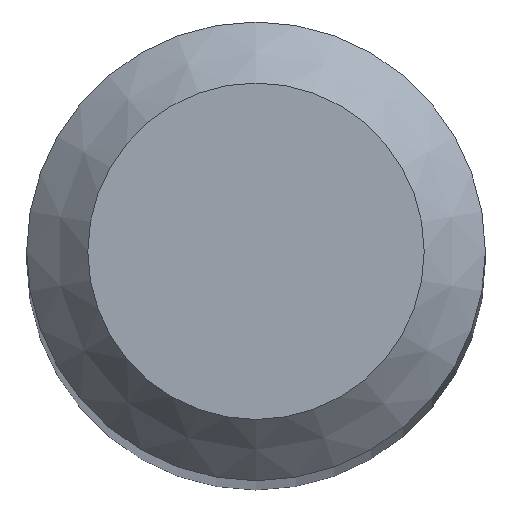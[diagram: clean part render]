
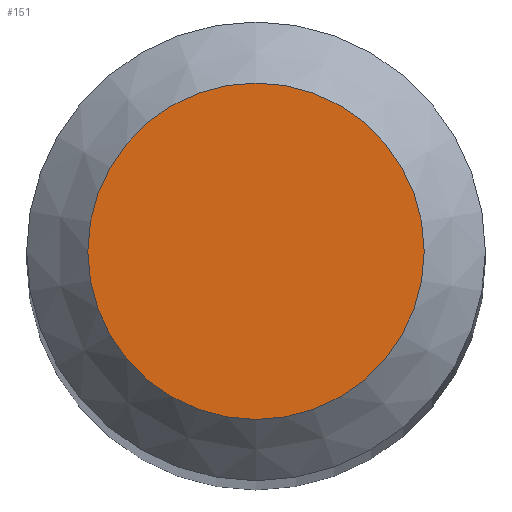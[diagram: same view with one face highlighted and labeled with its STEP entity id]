
A CAD part, top view. The second image highlights one B-rep face of the part: STEP entity #151.
In plain terms, the highlighted planar face has unit normal (0, 0, 1).
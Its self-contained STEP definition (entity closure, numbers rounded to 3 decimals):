
#19 = EDGE_CURVE ( 'NONE', #91, #91, #55, .T. ) ;
#24 = CARTESIAN_POINT ( 'NONE',  ( 0., 1.1, 50. ) ) ;
#42 = DIRECTION ( 'NONE',  ( 0., 0., -1. ) ) ;
#55 = CIRCLE ( 'NONE', #82, 1.1 ) ;
#82 = AXIS2_PLACEMENT_3D ( 'NONE', #126, #42, #205 ) ;
#91 = VERTEX_POINT ( 'NONE', #24 ) ;
#111 = PLANE ( 'NONE',  #130 ) ;
#126 = CARTESIAN_POINT ( 'NONE',  ( 0., 0., 50. ) ) ;
#130 = AXIS2_PLACEMENT_3D ( 'NONE', #194, #131, #236 ) ;
#131 = DIRECTION ( 'NONE',  ( 0., 0., -1. ) ) ;
#151 = ADVANCED_FACE ( 'NONE', ( #232 ), #111, .F. ) ;
#166 = ORIENTED_EDGE ( 'NONE', *, *, #19, .F. ) ;
#194 = CARTESIAN_POINT ( 'NONE',  ( 0., 0., 50. ) ) ;
#205 = DIRECTION ( 'NONE',  ( 0., 1., 0. ) ) ;
#229 = EDGE_LOOP ( 'NONE', ( #166 ) ) ;
#232 = FACE_OUTER_BOUND ( 'NONE', #229, .T. ) ;
#236 = DIRECTION ( 'NONE',  ( 0., 1., 0. ) ) ;
